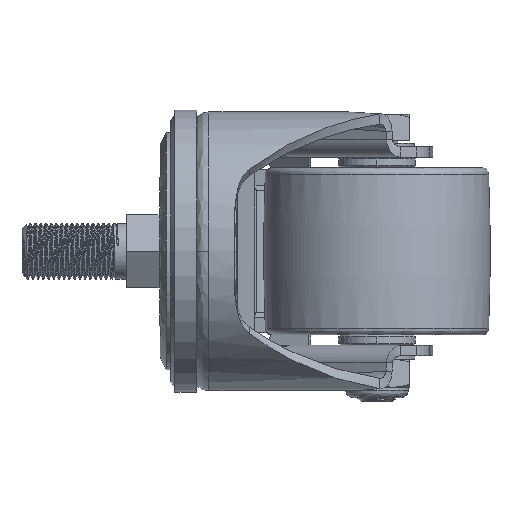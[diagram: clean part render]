
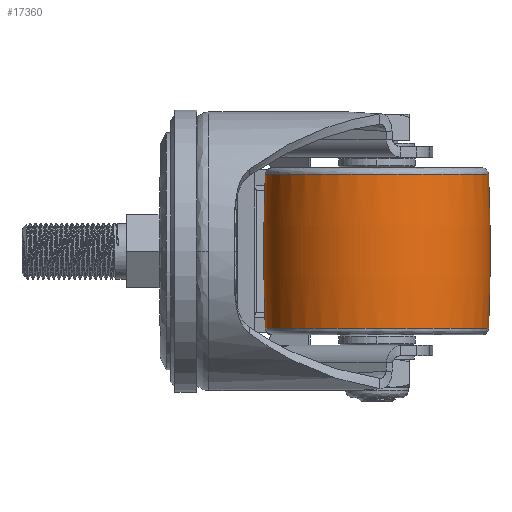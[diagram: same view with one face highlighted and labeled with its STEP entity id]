
A CAD part, left-side view. The second image highlights one B-rep face of the part: STEP entity #17360.
In plain terms, the highlighted toroidal (fillet/blend) face has major radius 543.75 mm and minor radius 576.25 mm.
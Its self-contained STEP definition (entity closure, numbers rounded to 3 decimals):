
#1807 = CIRCLE ( 'NONE', #62108, 32.077 ) ;
#3494 = DIRECTION ( 'NONE',  ( 0., 0., -1. ) ) ;
#6135 = EDGE_CURVE ( 'NONE', #6829, #11950, #52780, .T. ) ;
#6471 = AXIS2_PLACEMENT_3D ( 'NONE', #81270, #67861, #17078 ) ;
#6829 = VERTEX_POINT ( 'NONE', #64306 ) ;
#7765 = CARTESIAN_POINT ( 'NONE',  ( 20., -18.823, -22.077 ) ) ;
#9252 = ORIENTED_EDGE ( 'NONE', *, *, #33364, .F. ) ;
#10605 = ORIENTED_EDGE ( 'NONE', *, *, #56336, .T. ) ;
#11950 = VERTEX_POINT ( 'NONE', #69890 ) ;
#13168 = CARTESIAN_POINT ( 'NONE',  ( 20., -82.977, -22.077 ) ) ;
#13292 = AXIS2_PLACEMENT_3D ( 'NONE', #23836, #76273, #32585 ) ;
#16839 = CARTESIAN_POINT ( 'NONE',  ( 20., -50.9, -22.077 ) ) ;
#17078 = DIRECTION ( 'NONE',  ( 0., -1., 0. ) ) ;
#17360 = ADVANCED_FACE ( 'NONE', ( #40158 ), #78922, .T. ) ;
#18319 = ORIENTED_EDGE ( 'NONE', *, *, #45739, .T. ) ;
#22036 = AXIS2_PLACEMENT_3D ( 'NONE', #36260, #3494, #61827 ) ;
#23836 = CARTESIAN_POINT ( 'NONE',  ( 20., 492.85, 0. ) ) ;
#25572 = CARTESIAN_POINT ( 'NONE',  ( 20., -50.9, -22.077 ) ) ;
#31292 = VERTEX_POINT ( 'NONE', #13168 ) ;
#31704 = EDGE_LOOP ( 'NONE', ( #59621, #10605, #48501, #18319, #71957, #9252 ) ) ;
#32585 = DIRECTION ( 'NONE',  ( 0., 0., -1. ) ) ;
#33364 = EDGE_CURVE ( 'NONE', #6829, #31292, #49471, .T. ) ;
#35737 = DIRECTION ( 'NONE',  ( 0., 0., 1. ) ) ;
#36260 = CARTESIAN_POINT ( 'NONE',  ( 20., -50.9, 22.077 ) ) ;
#38388 = VERTEX_POINT ( 'NONE', #55719 ) ;
#40158 = FACE_OUTER_BOUND ( 'NONE', #31704, .T. ) ;
#40229 = DIRECTION ( 'NONE',  ( -1., 0., 0. ) ) ;
#44246 = EDGE_CURVE ( 'NONE', #65608, #31292, #45811, .T. ) ;
#44300 = CIRCLE ( 'NONE', #49597, 32.077 ) ;
#45073 = CARTESIAN_POINT ( 'NONE',  ( 20., -50.9, 22.077 ) ) ;
#45739 = EDGE_CURVE ( 'NONE', #58498, #65608, #1807, .T. ) ;
#45811 = CIRCLE ( 'NONE', #81980, 32.077 ) ;
#47774 = DIRECTION ( 'NONE',  ( -0.063, 0.998, 0. ) ) ;
#48501 = ORIENTED_EDGE ( 'NONE', *, *, #51301, .T. ) ;
#49471 = CIRCLE ( 'NONE', #13292, 576.25 ) ;
#49597 = AXIS2_PLACEMENT_3D ( 'NONE', #45073, #70268, #82834 ) ;
#51301 = EDGE_CURVE ( 'NONE', #38388, #58498, #71773, .T. ) ;
#52780 = CIRCLE ( 'NONE', #22036, 32.077 ) ;
#52806 = CARTESIAN_POINT ( 'NONE',  ( 20., -594.65, 0. ) ) ;
#54476 = DIRECTION ( 'NONE',  ( 0., 0., 1. ) ) ;
#55719 = CARTESIAN_POINT ( 'NONE',  ( 20., -18.823, 22.077 ) ) ;
#56336 = EDGE_CURVE ( 'NONE', #11950, #38388, #44300, .T. ) ;
#58498 = VERTEX_POINT ( 'NONE', #7765 ) ;
#59621 = ORIENTED_EDGE ( 'NONE', *, *, #6135, .T. ) ;
#61827 = DIRECTION ( 'NONE',  ( -0.063, 0.998, 0. ) ) ;
#62108 = AXIS2_PLACEMENT_3D ( 'NONE', #16839, #35737, #73490 ) ;
#64306 = CARTESIAN_POINT ( 'NONE',  ( 20., -82.977, 22.077 ) ) ;
#65608 = VERTEX_POINT ( 'NONE', #77249 ) ;
#66456 = AXIS2_PLACEMENT_3D ( 'NONE', #52806, #40229, #71293 ) ;
#67861 = DIRECTION ( 'NONE',  ( 0., 0., -1. ) ) ;
#69890 = CARTESIAN_POINT ( 'NONE',  ( 19.776, -82.976, 22.077 ) ) ;
#70268 = DIRECTION ( 'NONE',  ( 0., 0., -1. ) ) ;
#71293 = DIRECTION ( 'NONE',  ( 0., -1., 0. ) ) ;
#71773 = CIRCLE ( 'NONE', #66456, 576.25 ) ;
#71957 = ORIENTED_EDGE ( 'NONE', *, *, #44246, .T. ) ;
#73490 = DIRECTION ( 'NONE',  ( -0.063, 0.998, 0. ) ) ;
#76273 = DIRECTION ( 'NONE',  ( 1., 0., 0. ) ) ;
#77249 = CARTESIAN_POINT ( 'NONE',  ( 19.843, -18.823, -22.077 ) ) ;
#78922 = TOROIDAL_SURFACE ( 'NONE', #6471, -543.75, 576.25 ) ;
#81270 = CARTESIAN_POINT ( 'NONE',  ( 20., -50.9, 0. ) ) ;
#81980 = AXIS2_PLACEMENT_3D ( 'NONE', #25572, #54476, #47774 ) ;
#82834 = DIRECTION ( 'NONE',  ( -0.063, 0.998, 0. ) ) ;
